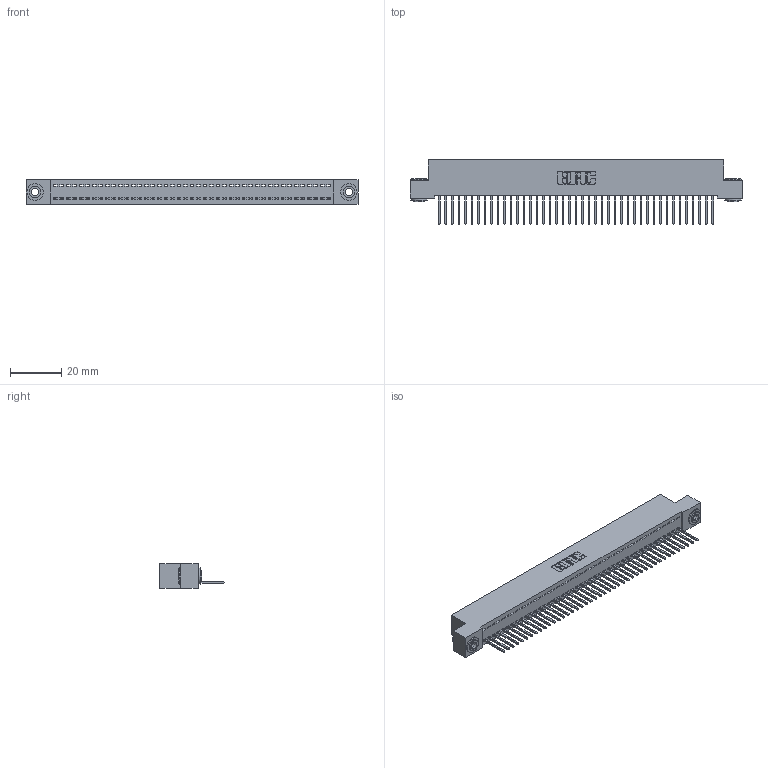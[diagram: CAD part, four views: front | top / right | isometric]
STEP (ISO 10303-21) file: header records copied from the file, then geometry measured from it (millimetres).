
FILE_DESCRIPTION (( 'STEP AP203' ), '1' );
FILE_NAME ('342-043-523-103.STEP', '2018-08-12T13:45:09', ( '' ), ( '' ), 'SwSTEP 2.0', 'SolidWorks 2016', '' );
FILE_SCHEMA (( 'CONFIG_CONTROL_DESIGN' ));
Length unit declared in the file: inch
Products named in the file (4): 345-292-001_345-293-123; 342-250-002_345-250-002-102; 342-043-523-103; 342 Part_.156 TH
Assembly tree (46 placements, depth 2):
  342-043-523-103
    342 Part_.156 TH
    345-292-001_345-293-123  x43
    342-250-002_345-250-002-102  x2
Bounding box: 129.54 x 25.15 x 9.4 mm (x, y, z)
Volume: 11367.9 mm3; surface area: 16979.1 mm2
Topology: 46 solids, 46 shells, 2642 faces, 7943 edges, 5234 vertices
Faces by surface type: plane 1882, cylinder 752, cone 8
Entity records: 26694 total; most frequent: CARTESIAN_POINT 4582, ORIENTED_EDGE 4554, DIRECTION 3897, EDGE_CURVE 2277, VECTOR 2125, LINE 2125, VERTEX_POINT 1514, AXIS2_PLACEMENT_3D 886
